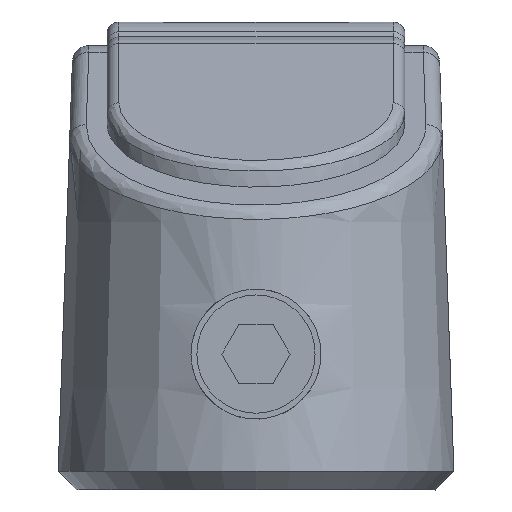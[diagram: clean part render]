
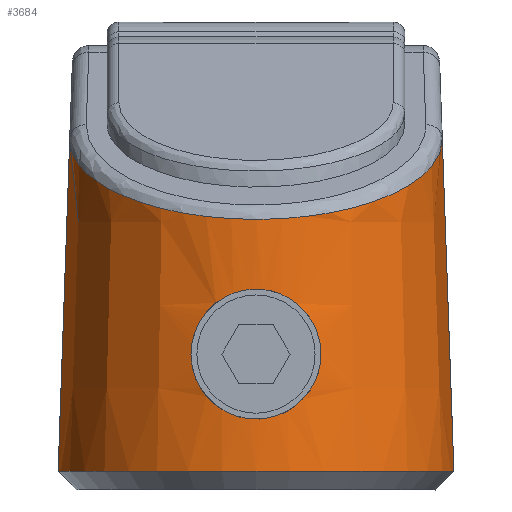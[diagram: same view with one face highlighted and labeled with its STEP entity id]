
A CAD part, left-side view. The second image highlights one B-rep face of the part: STEP entity #3684.
In plain terms, the highlighted conical face has half-angle 2 degrees and reference radius 8.127 mm.
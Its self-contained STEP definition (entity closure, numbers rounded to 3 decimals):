
#1096=CARTESIAN_POINT('',(2.854,0.,11.8));
#1097=DIRECTION('',(0.,0.,-1.));
#1098=DIRECTION('',(0.,-1.,0.));
#1099=AXIS2_PLACEMENT_3D('',#1096,#1097,#1098);
#1124=DIRECTION('',(0.,-0.035,-0.999));
#1125=VECTOR('',#1124,14.062);
#1126=CARTESIAN_POINT('',(2.854,-7.881,25.853));
#1127=LINE('',#1126,#1125);
#1145=CARTESIAN_POINT('',(2.854,-7.881,25.853));
#1146=CARTESIAN_POINT('',(1.833,-7.896,25.419));
#1147=CARTESIAN_POINT('',(-0.214,-7.528,
24.549));
#1148=CARTESIAN_POINT('',(-2.886,-5.824,
23.412));
#1149=CARTESIAN_POINT('',(-4.466,-3.529,
22.739));
#1150=CARTESIAN_POINT('',(-5.076,-1.421,
22.479));
#1151=CARTESIAN_POINT('',(-5.232,0.743,
22.412));
#1152=CARTESIAN_POINT('',(-4.746,2.858,22.619));
#1153=CARTESIAN_POINT('',(-3.646,4.723,23.088));
#1154=CARTESIAN_POINT('',(-2.309,6.181,23.657));
#1155=CARTESIAN_POINT('',(-0.162,7.524,
24.571));
#1156=CARTESIAN_POINT('',(1.759,7.898,25.388));
#1157=CARTESIAN_POINT('',(2.854,7.881,25.853));
#1159=DIRECTION('',(0.,0.035,-0.999));
#1160=VECTOR('',#1159,14.062);
#1161=CARTESIAN_POINT('',(2.854,7.881,25.853));
#1162=LINE('',#1161,#1160);
#1163=CARTESIAN_POINT('',(-4.87,2.75,16.75));
#1164=CARTESIAN_POINT('',(-4.867,2.75,16.832));
#1165=CARTESIAN_POINT('',(-4.863,2.743,16.998));
#1166=CARTESIAN_POINT('',(-4.866,2.709,17.243));
#1167=CARTESIAN_POINT('',(-4.876,2.654,17.487));
#1168=CARTESIAN_POINT('',(-4.894,2.575,17.725));
#1169=CARTESIAN_POINT('',(-4.918,2.475,17.958));
#1170=CARTESIAN_POINT('',(-4.948,2.352,18.182));
#1171=CARTESIAN_POINT('',(-4.983,2.208,18.396));
#1172=CARTESIAN_POINT('',(-5.02,2.044,18.596));
#1173=CARTESIAN_POINT('',(-5.059,1.86,18.781));
#1174=CARTESIAN_POINT('',(-5.098,1.66,18.948));
#1175=CARTESIAN_POINT('',(-5.134,1.446,19.094));
#1176=CARTESIAN_POINT('',(-5.167,1.22,19.219));
#1177=CARTESIAN_POINT('',(-5.196,0.986,
19.322));
#1178=CARTESIAN_POINT('',(-5.219,0.744,
19.401));
#1179=CARTESIAN_POINT('',(-5.236,0.498,
19.458));
#1180=CARTESIAN_POINT('',(-5.246,0.25,
19.492));
#1181=CARTESIAN_POINT('',(-5.25,0.,
19.504));
#1182=CARTESIAN_POINT('',(-5.246,-0.249,
19.492));
#1183=CARTESIAN_POINT('',(-5.236,-0.498,
19.458));
#1184=CARTESIAN_POINT('',(-5.219,-0.744,
19.401));
#1185=CARTESIAN_POINT('',(-5.196,-0.985,
19.322));
#1186=CARTESIAN_POINT('',(-5.167,-1.22,
19.219));
#1187=CARTESIAN_POINT('',(-5.134,-1.446,
19.094));
#1188=CARTESIAN_POINT('',(-5.098,-1.66,
18.948));
#1189=CARTESIAN_POINT('',(-5.059,-1.86,
18.781));
#1190=CARTESIAN_POINT('',(-5.02,-2.043,
18.596));
#1191=CARTESIAN_POINT('',(-4.983,-2.208,
18.396));
#1192=CARTESIAN_POINT('',(-4.948,-2.352,
18.182));
#1193=CARTESIAN_POINT('',(-4.918,-2.475,
17.958));
#1194=CARTESIAN_POINT('',(-4.894,-2.575,
17.725));
#1195=CARTESIAN_POINT('',(-4.877,-2.653,
17.487));
#1196=CARTESIAN_POINT('',(-4.866,-2.709,
17.243));
#1197=CARTESIAN_POINT('',(-4.863,-2.742,
16.998));
#1198=CARTESIAN_POINT('',(-4.867,-2.75,
16.832));
#1199=CARTESIAN_POINT('',(-4.87,-2.75,
16.75));
#1527=CARTESIAN_POINT('',(-4.87,-2.75,
16.75));
#1528=CARTESIAN_POINT('',(-4.873,-2.75,
16.668));
#1529=CARTESIAN_POINT('',(-4.882,-2.743,
16.504));
#1530=CARTESIAN_POINT('',(-4.902,-2.709,
16.258));
#1531=CARTESIAN_POINT('',(-4.931,-2.653,
16.013));
#1532=CARTESIAN_POINT('',(-4.966,-2.574,
15.772));
#1533=CARTESIAN_POINT('',(-5.008,-2.472,
15.536));
#1534=CARTESIAN_POINT('',(-5.055,-2.347,
15.31));
#1535=CARTESIAN_POINT('',(-5.105,-2.201,
15.094));
#1536=CARTESIAN_POINT('',(-5.156,-2.034,
14.893));
#1537=CARTESIAN_POINT('',(-5.208,-1.848,
14.708));
#1538=CARTESIAN_POINT('',(-5.257,-1.647,
14.543));
#1539=CARTESIAN_POINT('',(-5.303,-1.433,
14.398));
#1540=CARTESIAN_POINT('',(-5.344,-1.208,
14.275));
#1541=CARTESIAN_POINT('',(-5.378,-0.975,
14.175));
#1542=CARTESIAN_POINT('',(-5.406,-0.736,
14.096));
#1543=CARTESIAN_POINT('',(-5.426,-0.493,
14.041));
#1544=CARTESIAN_POINT('',(-5.438,-0.247,
14.007));
#1545=CARTESIAN_POINT('',(-5.442,0.,
13.996));
#1546=CARTESIAN_POINT('',(-5.438,0.247,
14.007));
#1547=CARTESIAN_POINT('',(-5.426,0.493,
14.041));
#1548=CARTESIAN_POINT('',(-5.406,0.736,
14.096));
#1549=CARTESIAN_POINT('',(-5.378,0.975,
14.175));
#1550=CARTESIAN_POINT('',(-5.344,1.208,14.275));
#1551=CARTESIAN_POINT('',(-5.303,1.433,14.398));
#1552=CARTESIAN_POINT('',(-5.257,1.647,14.543));
#1553=CARTESIAN_POINT('',(-5.208,1.848,14.708));
#1554=CARTESIAN_POINT('',(-5.156,2.034,14.893));
#1555=CARTESIAN_POINT('',(-5.105,2.201,15.094));
#1556=CARTESIAN_POINT('',(-5.054,2.347,15.31));
#1557=CARTESIAN_POINT('',(-5.008,2.472,15.536));
#1558=CARTESIAN_POINT('',(-4.966,2.574,15.772));
#1559=CARTESIAN_POINT('',(-4.931,2.654,16.013));
#1560=CARTESIAN_POINT('',(-4.902,2.71,16.258));
#1561=CARTESIAN_POINT('',(-4.882,2.743,16.504));
#1562=CARTESIAN_POINT('',(-4.873,2.75,16.668));
#1563=CARTESIAN_POINT('',(-4.87,2.75,16.75));
#1932=CARTESIAN_POINT('',(2.854,-7.881,25.853));
#1933=CARTESIAN_POINT('',(2.854,-8.372,11.8));
#1934=VERTEX_POINT('',#1932);
#1935=VERTEX_POINT('',#1933);
#1938=VERTEX_POINT('',#1157);
#1939=CARTESIAN_POINT('',(2.854,8.372,11.8));
#1940=VERTEX_POINT('',#1939);
#1948=VERTEX_POINT('',#1163);
#1949=VERTEX_POINT('',#1199);
#3666=CARTESIAN_POINT('',(2.854,0.,18.826));
#3667=DIRECTION('',(0.,0.,-1.));
#3668=DIRECTION('',(-0.094,-0.996,0.));
#3669=AXIS2_PLACEMENT_3D('',#3666,#3667,#3668);
#3670=CONICAL_SURFACE('',#3669,8.127,2.);
#3672=ORIENTED_EDGE('',*,*,#3671,.F.);
#3673=ORIENTED_EDGE('',*,*,#3648,.T.);
#3674=ORIENTED_EDGE('',*,*,#3606,.T.);
#3675=ORIENTED_EDGE('',*,*,#2353,.F.);
#3676=EDGE_LOOP('',(#3672,#3673,#3674,#3675));
#3677=FACE_OUTER_BOUND('',#3676,.F.);
#3679=ORIENTED_EDGE('',*,*,#3678,.F.);
#3681=ORIENTED_EDGE('',*,*,#3680,.F.);
#3682=EDGE_LOOP('',(#3679,#3681));
#3683=FACE_BOUND('',#3682,.F.);
#1100=CIRCLE('',#1099,8.372);
#1158=B_SPLINE_CURVE_WITH_KNOTS('',3,(#1145,#1146,#1147,#1148,#1149,#1150,#1151,
#1152,#1153,#1154,#1155,#1156,#1157),.UNSPECIFIED.,.F.,.F.,(4,1,1,1,1,1,1,1,1,1,
4),(0.,0.128,0.257,0.381,
0.45,0.507,0.627,0.693,
0.759,0.862,1.),.UNSPECIFIED.);
#1200=B_SPLINE_CURVE_WITH_KNOTS('',3,(#1163,#1164,#1165,#1166,#1167,#1168,#1169,
#1170,#1171,#1172,#1173,#1174,#1175,#1176,#1177,#1178,#1179,#1180,#1181,#1182,
#1183,#1184,#1185,#1186,#1187,#1188,#1189,#1190,#1191,#1192,#1193,#1194,#1195,
#1196,#1197,#1198,#1199),.UNSPECIFIED.,.F.,.F.,(4,1,1,1,1,1,1,1,1,1,1,1,1,1,1,1,
1,1,1,1,1,1,1,1,1,1,1,1,1,1,1,1,1,1,4),(0.,0.029,
0.059,0.088,0.118,0.147,
0.176,0.206,0.235,0.265,
0.294,0.324,0.353,0.382,
0.412,0.441,0.471,0.5,0.529,
0.559,0.588,0.618,0.647,
0.676,0.706,0.735,0.765,
0.794,0.824,0.853,0.882,
0.912,0.941,0.971,1.),.UNSPECIFIED.);
#1564=B_SPLINE_CURVE_WITH_KNOTS('',3,(#1527,#1528,#1529,#1530,#1531,#1532,#1533,
#1534,#1535,#1536,#1537,#1538,#1539,#1540,#1541,#1542,#1543,#1544,#1545,#1546,
#1547,#1548,#1549,#1550,#1551,#1552,#1553,#1554,#1555,#1556,#1557,#1558,#1559,
#1560,#1561,#1562,#1563),.UNSPECIFIED.,.F.,.F.,(4,1,1,1,1,1,1,1,1,1,1,1,1,1,1,1,
1,1,1,1,1,1,1,1,1,1,1,1,1,1,1,1,1,1,4),(0.,0.029,
0.059,0.088,0.118,0.147,
0.176,0.206,0.235,0.265,
0.294,0.324,0.353,0.382,
0.412,0.441,0.471,0.5,0.529,
0.559,0.588,0.618,0.647,
0.676,0.706,0.735,0.765,
0.794,0.824,0.853,0.882,
0.912,0.941,0.971,1.),.UNSPECIFIED.);
#2353=EDGE_CURVE('',#1938,#1940,#1162,.T.);
#3606=EDGE_CURVE('',#1935,#1940,#1100,.T.);
#3648=EDGE_CURVE('',#1934,#1935,#1127,.T.);
#3671=EDGE_CURVE('',#1934,#1938,#1158,.T.);
#3678=EDGE_CURVE('',#1949,#1948,#1564,.T.);
#3680=EDGE_CURVE('',#1948,#1949,#1200,.T.);
#3684=ADVANCED_FACE('',(#3677,#3683),#3670,.T.);
